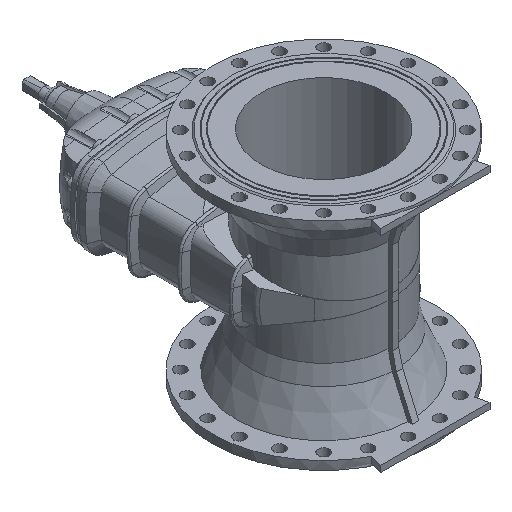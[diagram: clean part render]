
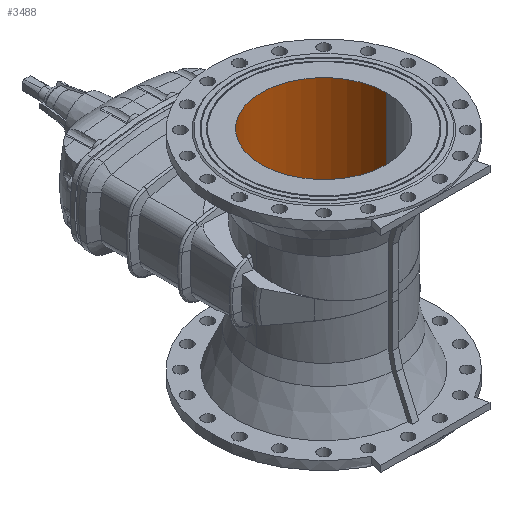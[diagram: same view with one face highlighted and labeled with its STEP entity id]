
A CAD part, isometric view. The second image highlights one B-rep face of the part: STEP entity #3488.
In plain terms, the highlighted cylindrical face has radius 200 mm (diameter 400 mm), a partial arc.
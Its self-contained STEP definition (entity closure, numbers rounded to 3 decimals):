
#510 = CARTESIAN_POINT ( 'NONE',  ( -200., 0., -350. ) ) ;
#511 = CARTESIAN_POINT ( 'NONE',  ( -200., 0., 350. ) ) ;
#521 = CARTESIAN_POINT ( 'NONE',  ( 200., 0., -350. ) ) ;
#528 = CARTESIAN_POINT ( 'NONE',  ( 200., 0., 350. ) ) ;
#3010 = CARTESIAN_POINT ( 'NONE',  ( 0., 0., 350. ) ) ;
#3011 = DIRECTION ( 'NONE',  ( 0., 0., 1. ) ) ;
#3012 = DIRECTION ( 'NONE',  ( 1., 0., 0. ) ) ;
#3488 = ADVANCED_FACE ( 'NONE', ( #10749 ), #10758, .F. ) ;
#4736 = EDGE_CURVE ( 'NONE', #10401, #10384, #11440, .T. ) ;
#5450 = EDGE_CURVE ( 'NONE', #10383, #10384, #13627, .T. ) ;
#5467 = EDGE_CURVE ( 'NONE', #10394, #10401, #13652, .T. ) ;
#5766 = ORIENTED_EDGE ( 'NONE', *, *, #4736, .T. ) ;
#5767 = ORIENTED_EDGE ( 'NONE', *, *, #5467, .T. ) ;
#5768 = ORIENTED_EDGE ( 'NONE', *, *, #5450, .F. ) ;
#5769 = ORIENTED_EDGE ( 'NONE', *, *, #8513, .F. ) ;
#6956 = DIRECTION ( 'NONE',  ( 0., 0., 1. ) ) ;
#6958 = CARTESIAN_POINT ( 'NONE',  ( -200., 0., -350. ) ) ;
#7430 = EDGE_LOOP ( 'NONE', ( #5768, #5769, #5767, #5766 ) ) ;
#8167 = CARTESIAN_POINT ( 'NONE',  ( 200., 0., -350. ) ) ;
#8174 = DIRECTION ( 'NONE',  ( 0., 0., 1. ) ) ;
#8513 = EDGE_CURVE ( 'NONE', #10394, #10383, #13930, .T. ) ;
#9137 = AXIS2_PLACEMENT_3D ( 'NONE', #17049, #17048, #17041 ) ;
#9594 = AXIS2_PLACEMENT_3D ( 'NONE', #3010, #3011, #3012 ) ;
#10383 = VERTEX_POINT ( 'NONE', #510 ) ;
#10384 = VERTEX_POINT ( 'NONE', #511 ) ;
#10394 = VERTEX_POINT ( 'NONE', #521 ) ;
#10401 = VERTEX_POINT ( 'NONE', #528 ) ;
#10749 = FACE_OUTER_BOUND ( 'NONE', #7430, .T. ) ;
#10758 = CYLINDRICAL_SURFACE ( 'NONE', #9137, 200. ) ;
#11440 = CIRCLE ( 'NONE', #9594, 200. ) ;
#13055 = AXIS2_PLACEMENT_3D ( 'NONE', #15168, #15169, #15170 ) ;
#13627 = LINE ( 'NONE', #6958, #13631 ) ;
#13631 = VECTOR ( 'NONE', #6956, 1000. ) ;
#13652 = LINE ( 'NONE', #8167, #13657 ) ;
#13657 = VECTOR ( 'NONE', #8174, 1000. ) ;
#13930 = CIRCLE ( 'NONE', #13055, 200. ) ;
#15168 = CARTESIAN_POINT ( 'NONE',  ( 0., 0., -350. ) ) ;
#15169 = DIRECTION ( 'NONE',  ( 0., 0., 1. ) ) ;
#15170 = DIRECTION ( 'NONE',  ( 1., 0., 0. ) ) ;
#17041 = DIRECTION ( 'NONE',  ( 1., 0., 0. ) ) ;
#17048 = DIRECTION ( 'NONE',  ( 0., 0., 1. ) ) ;
#17049 = CARTESIAN_POINT ( 'NONE',  ( 0., 0., -350. ) ) ;
